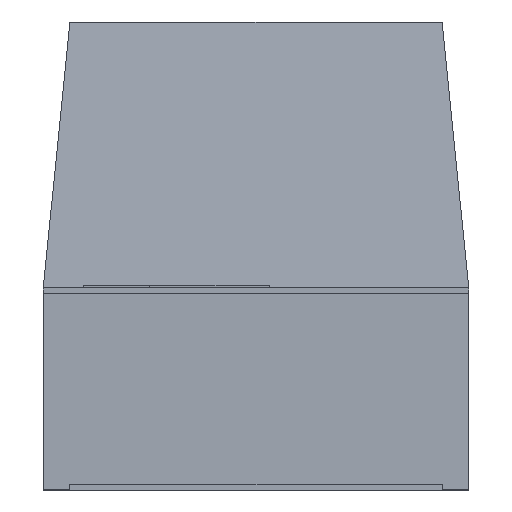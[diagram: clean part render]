
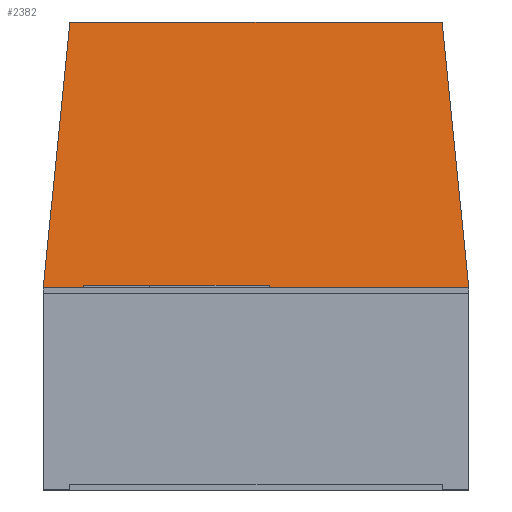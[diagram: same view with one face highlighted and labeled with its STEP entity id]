
A CAD part, front view. The second image highlights one B-rep face of the part: STEP entity #2382.
In plain terms, the highlighted face is planar.
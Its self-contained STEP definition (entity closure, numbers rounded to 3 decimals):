
#409=ORIENTED_EDGE('',*,*,#769,.T.);
#410=ORIENTED_EDGE('',*,*,#770,.T.);
#411=ORIENTED_EDGE('',*,*,#771,.F.);
#412=ORIENTED_EDGE('',*,*,#772,.F.);
#769=EDGE_CURVE('',#976,#977,#1188,.T.);
#770=EDGE_CURVE('',#977,#978,#1189,.T.);
#771=EDGE_CURVE('',#979,#978,#1190,.T.);
#772=EDGE_CURVE('',#976,#979,#1191,.T.);
#976=VERTEX_POINT('',#3483);
#977=VERTEX_POINT('',#3484);
#978=VERTEX_POINT('',#3486);
#979=VERTEX_POINT('',#3488);
#1188=LINE('',#3482,#1432);
#1189=LINE('',#3485,#1433);
#1190=LINE('',#3487,#1434);
#1191=LINE('',#3489,#1435);
#1432=VECTOR('',#2892,1000.);
#1433=VECTOR('',#2893,1000.);
#1434=VECTOR('',#2894,1000.);
#1435=VECTOR('',#2895,1000.);
#1590=EDGE_LOOP('',(#409,#410,#411,#412));
#1699=FACE_BOUND('',#1590,.T.);
#1795=PLANE('',#2529);
#2382=ADVANCED_FACE('',(#1699),#1795,.T.);
#2529=AXIS2_PLACEMENT_3D('',#3481,#2890,#2891);
#2890=DIRECTION('',(0.995,0.,0.1));
#2891=DIRECTION('',(0.1,0.,-0.995));
#2892=DIRECTION('',(0.,1.,0.));
#2893=DIRECTION('',(-0.099,-0.099,0.99));
#2894=DIRECTION('',(0.,1.,0.));
#2895=DIRECTION('',(-0.099,0.099,0.99));
#3481=CARTESIAN_POINT('',(0.6,-0.4,0.38));
#3482=CARTESIAN_POINT('',(0.6,-0.4,0.38));
#3483=CARTESIAN_POINT('',(0.6,-0.4,0.38));
#3484=CARTESIAN_POINT('',(0.6,0.4,0.38));
#3485=CARTESIAN_POINT('',(0.592,0.392,0.458));
#3486=CARTESIAN_POINT('',(0.55,0.35,0.88));
#3487=CARTESIAN_POINT('',(0.55,-0.4,0.88));
#3488=CARTESIAN_POINT('',(0.55,-0.35,0.88));
#3489=CARTESIAN_POINT('',(0.6,-0.4,0.38));
